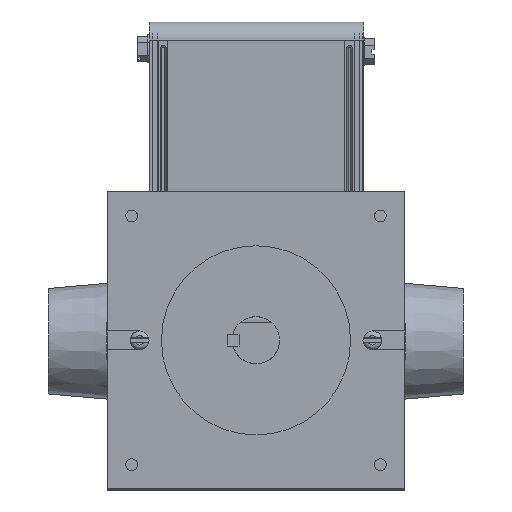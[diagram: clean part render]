
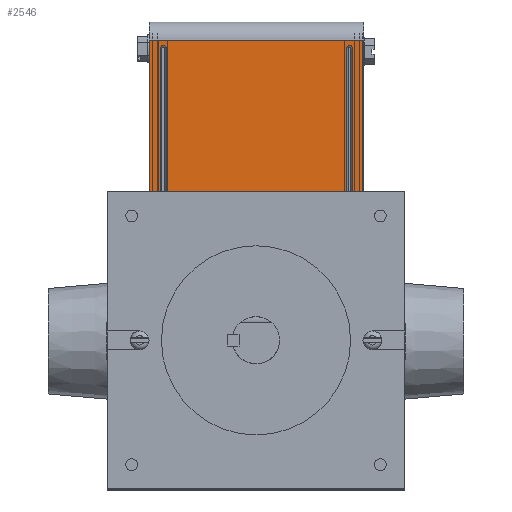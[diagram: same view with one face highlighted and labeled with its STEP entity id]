
A CAD part, top view. The second image highlights one B-rep face of the part: STEP entity #2546.
In plain terms, the highlighted planar face has unit normal (0, 0, 1).
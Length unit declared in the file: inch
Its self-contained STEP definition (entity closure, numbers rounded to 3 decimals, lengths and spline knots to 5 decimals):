
#1431 = EDGE_CURVE ( 'NONE', #17243, #13070, #17424, .T. ) ;
#1515 = LINE ( 'NONE', #3781, #5120 ) ;
#1943 = EDGE_CURVE ( 'NONE', #3888, #6180, #5014, .T. ) ;
#2038 = CARTESIAN_POINT ( 'NONE',  ( -0.94875, 1.56662, -6.02795 ) ) ;
#2118 = DIRECTION ( 'NONE',  ( 0., 1., 0. ) ) ;
#2295 = CIRCLE ( 'NONE', #4128, 0.03125 ) ;
#2338 = FACE_BOUND ( 'NONE', #2659, .T. ) ;
#2546 = ADVANCED_FACE ( 'NONE', ( #9540, #2338, #13143 ), #8498, .T. ) ;
#2659 = EDGE_LOOP ( 'NONE', ( #4969, #6079, #6228, #11683 ) ) ;
#2684 = DIRECTION ( 'NONE',  ( 0., 0., -1. ) ) ;
#2892 = CIRCLE ( 'NONE', #16816, 0.03125 ) ;
#2908 = DIRECTION ( 'NONE',  ( -1., 0., 0. ) ) ;
#2978 = EDGE_CURVE ( 'NONE', #9237, #8225, #2295, .T. ) ;
#3262 = EDGE_CURVE ( 'NONE', #5269, #14819, #2892, .T. ) ;
#3489 = CARTESIAN_POINT ( 'NONE',  ( 1.01995, 3.0926, -6.02795 ) ) ;
#3781 = CARTESIAN_POINT ( 'NONE',  ( -0.94875, 0., -6.02795 ) ) ;
#3834 = VERTEX_POINT ( 'NONE', #16731 ) ;
#3888 = VERTEX_POINT ( 'NONE', #2038 ) ;
#4128 = AXIS2_PLACEMENT_3D ( 'NONE', #7509, #16972, #8844 ) ;
#4135 = EDGE_CURVE ( 'NONE', #13930, #4284, #7450, .T. ) ;
#4280 = CARTESIAN_POINT ( 'NONE',  ( 1.1387, 3.183, -6.02795 ) ) ;
#4284 = VERTEX_POINT ( 'NONE', #3489 ) ;
#4382 = CARTESIAN_POINT ( 'NONE',  ( 1.1387, 1.11662, -6.02795 ) ) ;
#4398 = EDGE_CURVE ( 'NONE', #13482, #3834, #16342, .T. ) ;
#4969 = ORIENTED_EDGE ( 'NONE', *, *, #10739, .F. ) ;
#5014 = CIRCLE ( 'NONE', #8642, 0.03125 ) ;
#5120 = VECTOR ( 'NONE', #5146, 39.37008 ) ;
#5146 = DIRECTION ( 'NONE',  ( 0., 1., 0. ) ) ;
#5168 = CARTESIAN_POINT ( 'NONE',  ( 1.1387, 1.11662, -6.02795 ) ) ;
#5269 = VERTEX_POINT ( 'NONE', #13595 ) ;
#5523 = CARTESIAN_POINT ( 'NONE',  ( 0.95745, 3.0926, -6.02795 ) ) ;
#5854 = DIRECTION ( 'NONE',  ( 0., 0., 1. ) ) ;
#5934 = VECTOR ( 'NONE', #7879, 39.37008 ) ;
#6079 = ORIENTED_EDGE ( 'NONE', *, *, #1943, .T. ) ;
#6180 = VERTEX_POINT ( 'NONE', #15545 ) ;
#6228 = ORIENTED_EDGE ( 'NONE', *, *, #11245, .T. ) ;
#6577 = CARTESIAN_POINT ( 'NONE',  ( -1.13, 0., -6.02795 ) ) ;
#6861 = CARTESIAN_POINT ( 'NONE',  ( -1.13, 1.11662, -6.02795 ) ) ;
#7450 = CIRCLE ( 'NONE', #16943, 0.03125 ) ;
#7468 = ORIENTED_EDGE ( 'NONE', *, *, #4398, .F. ) ;
#7509 = CARTESIAN_POINT ( 'NONE',  ( -0.98, 3.0926, -6.02795 ) ) ;
#7514 = CARTESIAN_POINT ( 'NONE',  ( 1.01995, 0., -6.02795 ) ) ;
#7523 = CARTESIAN_POINT ( 'NONE',  ( 0.9887, 3.0926, -6.02795 ) ) ;
#7879 = DIRECTION ( 'NONE',  ( 0., 1., 0. ) ) ;
#8030 = DIRECTION ( 'NONE',  ( 0., 1., 0. ) ) ;
#8044 = DIRECTION ( 'NONE',  ( 0., 0., 1. ) ) ;
#8109 = VECTOR ( 'NONE', #11118, 39.37008 ) ;
#8165 = CARTESIAN_POINT ( 'NONE',  ( -0.94875, 3.0926, -6.02795 ) ) ;
#8225 = VERTEX_POINT ( 'NONE', #13498 ) ;
#8305 = VECTOR ( 'NONE', #2118, 39.37008 ) ;
#8498 = PLANE ( 'NONE',  #8540 ) ;
#8501 = LINE ( 'NONE', #4382, #8109 ) ;
#8540 = AXIS2_PLACEMENT_3D ( 'NONE', #13960, #5854, #15315 ) ;
#8642 = AXIS2_PLACEMENT_3D ( 'NONE', #10797, #2684, #12161 ) ;
#8732 = ORIENTED_EDGE ( 'NONE', *, *, #4135, .T. ) ;
#8771 = EDGE_CURVE ( 'NONE', #17243, #13482, #8501, .T. ) ;
#8844 = DIRECTION ( 'NONE',  ( 1., 0., 0. ) ) ;
#8865 = DIRECTION ( 'NONE',  ( 1., 0., 0. ) ) ;
#9011 = DIRECTION ( 'NONE',  ( 0., 1., 0. ) ) ;
#9237 = VERTEX_POINT ( 'NONE', #8165 ) ;
#9266 = ORIENTED_EDGE ( 'NONE', *, *, #1431, .T. ) ;
#9469 = VECTOR ( 'NONE', #2908, 39.37008 ) ;
#9540 = FACE_OUTER_BOUND ( 'NONE', #11303, .T. ) ;
#9870 = LINE ( 'NONE', #4280, #9469 ) ;
#10260 = ORIENTED_EDGE ( 'NONE', *, *, #3262, .F. ) ;
#10337 = LINE ( 'NONE', #17393, #13542 ) ;
#10561 = EDGE_CURVE ( 'NONE', #5269, #13930, #11665, .T. ) ;
#10636 = EDGE_CURVE ( 'NONE', #14819, #4284, #11902, .T. ) ;
#10739 = EDGE_CURVE ( 'NONE', #3888, #9237, #1515, .T. ) ;
#10797 = CARTESIAN_POINT ( 'NONE',  ( -0.98, 1.56662, -6.02795 ) ) ;
#10981 = EDGE_LOOP ( 'NONE', ( #14137, #8732, #16719, #10260 ) ) ;
#11118 = DIRECTION ( 'NONE',  ( -1., 0., 0. ) ) ;
#11245 = EDGE_CURVE ( 'NONE', #6180, #8225, #10337, .T. ) ;
#11303 = EDGE_LOOP ( 'NONE', ( #12703, #7468, #15586, #9266 ) ) ;
#11665 = LINE ( 'NONE', #16696, #17201 ) ;
#11683 = ORIENTED_EDGE ( 'NONE', *, *, #2978, .F. ) ;
#11902 = LINE ( 'NONE', #7514, #8305 ) ;
#12161 = DIRECTION ( 'NONE',  ( 1., 0., 0. ) ) ;
#12654 = EDGE_CURVE ( 'NONE', #13070, #3834, #9870, .T. ) ;
#12703 = ORIENTED_EDGE ( 'NONE', *, *, #12654, .T. ) ;
#13070 = VERTEX_POINT ( 'NONE', #17116 ) ;
#13143 = FACE_BOUND ( 'NONE', #10981, .T. ) ;
#13482 = VERTEX_POINT ( 'NONE', #6861 ) ;
#13498 = CARTESIAN_POINT ( 'NONE',  ( -1.01125, 3.0926, -6.02795 ) ) ;
#13542 = VECTOR ( 'NONE', #8030, 39.37008 ) ;
#13595 = CARTESIAN_POINT ( 'NONE',  ( 0.95745, 1.56662, -6.02795 ) ) ;
#13788 = VECTOR ( 'NONE', #9011, 39.37008 ) ;
#13930 = VERTEX_POINT ( 'NONE', #5523 ) ;
#13960 = CARTESIAN_POINT ( 'NONE',  ( 1.1387, 0., -6.02795 ) ) ;
#14131 = CARTESIAN_POINT ( 'NONE',  ( 1.01995, 1.56662, -6.02795 ) ) ;
#14137 = ORIENTED_EDGE ( 'NONE', *, *, #10561, .T. ) ;
#14403 = CARTESIAN_POINT ( 'NONE',  ( 1.1387, 0., -6.02795 ) ) ;
#14819 = VERTEX_POINT ( 'NONE', #14131 ) ;
#15315 = DIRECTION ( 'NONE',  ( 1., 0., 0. ) ) ;
#15327 = DIRECTION ( 'NONE',  ( 0., 1., 0. ) ) ;
#15545 = CARTESIAN_POINT ( 'NONE',  ( -1.01125, 1.56662, -6.02795 ) ) ;
#15586 = ORIENTED_EDGE ( 'NONE', *, *, #8771, .F. ) ;
#16162 = CARTESIAN_POINT ( 'NONE',  ( 0.9887, 1.56662, -6.02795 ) ) ;
#16342 = LINE ( 'NONE', #6577, #5934 ) ;
#16696 = CARTESIAN_POINT ( 'NONE',  ( 0.95745, 0., -6.02795 ) ) ;
#16719 = ORIENTED_EDGE ( 'NONE', *, *, #10636, .F. ) ;
#16731 = CARTESIAN_POINT ( 'NONE',  ( -1.13, 3.183, -6.02795 ) ) ;
#16816 = AXIS2_PLACEMENT_3D ( 'NONE', #16162, #8044, #17533 ) ;
#16943 = AXIS2_PLACEMENT_3D ( 'NONE', #7523, #16992, #8865 ) ;
#16972 = DIRECTION ( 'NONE',  ( 0., 0., 1. ) ) ;
#16992 = DIRECTION ( 'NONE',  ( 0., 0., -1. ) ) ;
#17116 = CARTESIAN_POINT ( 'NONE',  ( 1.1387, 3.183, -6.02795 ) ) ;
#17201 = VECTOR ( 'NONE', #15327, 39.37008 ) ;
#17243 = VERTEX_POINT ( 'NONE', #5168 ) ;
#17393 = CARTESIAN_POINT ( 'NONE',  ( -1.01125, 0., -6.02795 ) ) ;
#17424 = LINE ( 'NONE', #14403, #13788 ) ;
#17533 = DIRECTION ( 'NONE',  ( 1., 0., 0. ) ) ;
